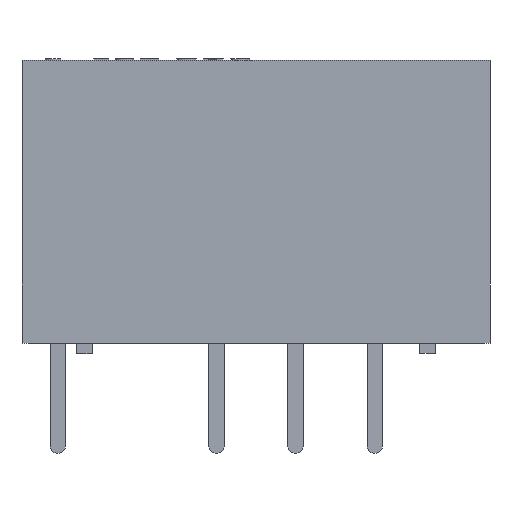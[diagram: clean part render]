
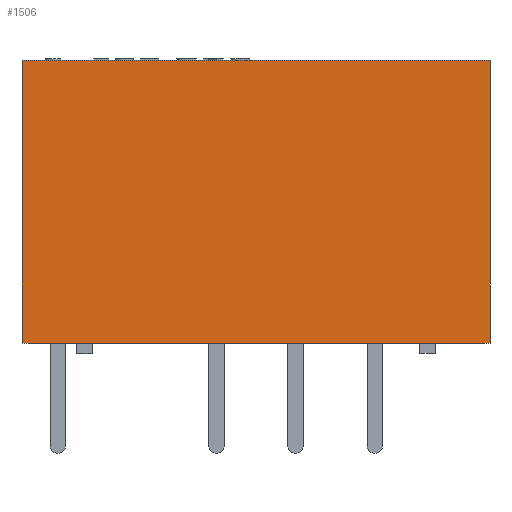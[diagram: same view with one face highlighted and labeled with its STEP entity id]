
A CAD part, left-side view. The second image highlights one B-rep face of the part: STEP entity #1506.
In plain terms, the highlighted planar face has unit normal (-1, 0, 0).
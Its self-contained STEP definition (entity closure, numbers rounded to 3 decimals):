
#176 = VERTEX_POINT('',#177);
#177 = CARTESIAN_POINT('',(-3.75,6.2,0.33));
#183 = EDGE_CURVE('',#176,#184,#186,.T.);
#184 = VERTEX_POINT('',#185);
#185 = CARTESIAN_POINT('',(-3.75,6.2,9.4));
#186 = LINE('',#187,#188);
#187 = CARTESIAN_POINT('',(-3.75,6.2,0.));
#188 = VECTOR('',#189,1.);
#189 = DIRECTION('',(0.,0.,1.));
#222 = EDGE_CURVE('',#223,#176,#225,.T.);
#223 = VERTEX_POINT('',#224);
#224 = CARTESIAN_POINT('',(-3.75,-8.8,0.33));
#225 = LINE('',#226,#227);
#226 = CARTESIAN_POINT('',(-3.75,-1.3,0.33));
#227 = VECTOR('',#228,1.);
#228 = DIRECTION('',(0.,1.,0.));
#305 = VERTEX_POINT('',#306);
#306 = CARTESIAN_POINT('',(-3.75,-8.8,9.4));
#312 = EDGE_CURVE('',#305,#184,#313,.T.);
#313 = LINE('',#314,#315);
#314 = CARTESIAN_POINT('',(-3.75,-8.8,9.4));
#315 = VECTOR('',#316,1.);
#316 = DIRECTION('',(0.,1.,0.));
#1506 = ADVANCED_FACE('',(#1507),#1518,.T.);
#1507 = FACE_BOUND('',#1508,.T.);
#1508 = EDGE_LOOP('',(#1509,#1510,#1516,#1517));
#1509 = ORIENTED_EDGE('',*,*,#222,.F.);
#1510 = ORIENTED_EDGE('',*,*,#1511,.T.);
#1511 = EDGE_CURVE('',#223,#305,#1512,.T.);
#1512 = LINE('',#1513,#1514);
#1513 = CARTESIAN_POINT('',(-3.75,-8.8,0.));
#1514 = VECTOR('',#1515,1.);
#1515 = DIRECTION('',(0.,0.,1.));
#1516 = ORIENTED_EDGE('',*,*,#312,.T.);
#1517 = ORIENTED_EDGE('',*,*,#183,.F.);
#1518 = PLANE('',#1519);
#1519 = AXIS2_PLACEMENT_3D('',#1520,#1521,#1522);
#1520 = CARTESIAN_POINT('',(-3.75,-8.8,0.));
#1521 = DIRECTION('',(-1.,0.,0.));
#1522 = DIRECTION('',(0.,1.,0.));
